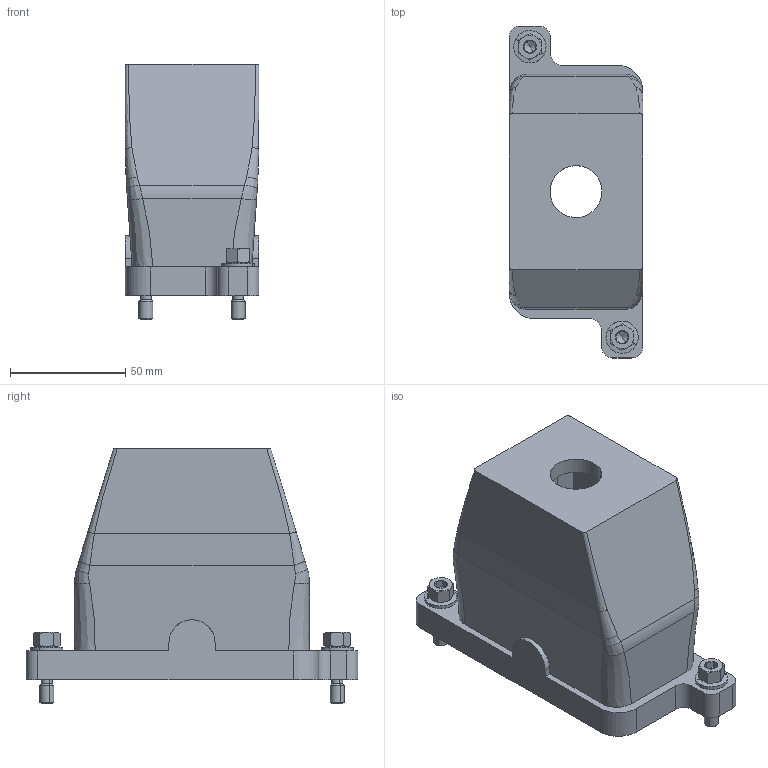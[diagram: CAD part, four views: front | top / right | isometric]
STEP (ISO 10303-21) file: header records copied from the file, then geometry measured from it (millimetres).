
FILE_DESCRIPTION(('CATIA V5 STEP Exchange','CAx-IF Rec.Pracs.--- Model Styling and Organization---1.4--- 2014-01-23'),'2;1');
FILE_NAME ('D1448329_0', '2019-07-25T13:50:46+00:00', ('none'), ('Weidmueller'), 'CATIA Version 5-6 Release 2016 SP3 HF44', 'CATIA V5 STEP AP214', 'none');
FILE_SCHEMA(('AUTOMOTIVE_DESIGN { 1 0 10303 214 1 1 1 1 }'));
Length unit declared in the file: millimetre
Products named in the file (1): 1082620000
Bounding box: 58 x 144 x 111 mm (x, y, z)
Volume: 180964.9 mm3; surface area: 78115 mm2
Topology: 3 solids, 3 shells, 338 faces, 814 edges, 490 vertices
Faces by surface type: cone 118, plane 104, cylinder 72, bspline 20, sphere 20, torus 4
Entity records: 12041 total; most frequent: CARTESIAN_POINT 5083, ORIENTED_EDGE 1604, DIRECTION 1070, EDGE_CURVE 802, VERTEX_POINT 490, AXIS2_PLACEMENT_3D 468, EDGE_LOOP 364, VECTOR 354
